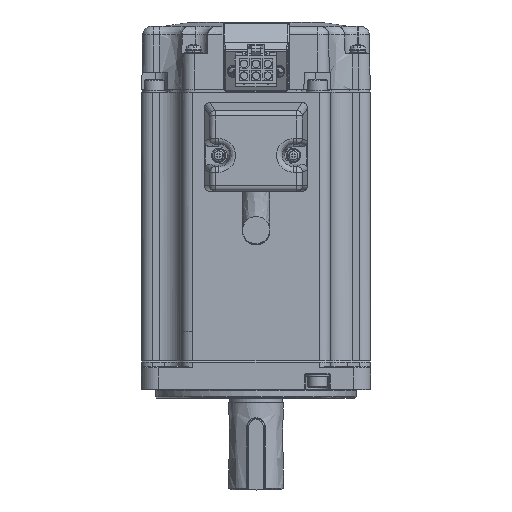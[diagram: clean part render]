
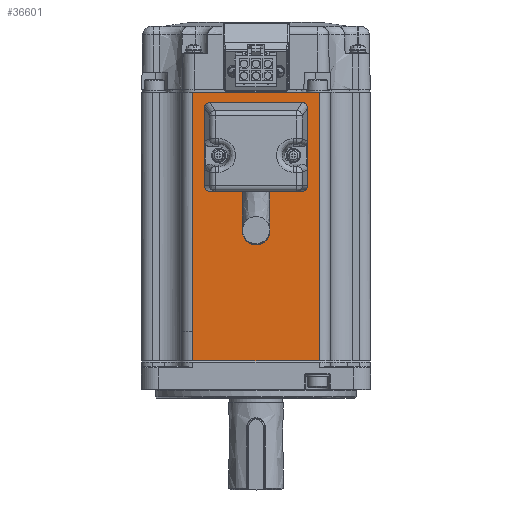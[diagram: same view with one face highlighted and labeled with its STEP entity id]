
A CAD part, top view. The second image highlights one B-rep face of the part: STEP entity #36601.
In plain terms, the highlighted free-form (B-spline) face has degree [1, 1] with [2, 2] control points.
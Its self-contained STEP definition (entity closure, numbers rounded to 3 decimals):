
#3693=CARTESIAN_POINT('',(22.,93.8,0.));
#3694=VERTEX_POINT('',#3693);
#3701=CARTESIAN_POINT('',(-22.,93.8,0.));
#3702=VERTEX_POINT('',#3701);
#3703=CARTESIAN_POINT('',(22.,93.8,0.));
#3704=CARTESIAN_POINT('',(-22.,93.8,0.));
#3705=B_SPLINE_CURVE_WITH_KNOTS('',1,(#3703,#3704),.POLYLINE_FORM.,.F.,.U.,(2,2),(0.,1.),.UNSPECIFIED.);
#3706=EDGE_CURVE('',#3694,#3702,#3705,.T.);
#13570=CARTESIAN_POINT('',(-17.8,61.3,0.));
#13571=VERTEX_POINT('',#13570);
#13572=CARTESIAN_POINT('',(-17.8,88.3,0.));
#13573=VERTEX_POINT('',#13572);
#13574=CARTESIAN_POINT('',(-17.8,61.3,0.));
#13575=CARTESIAN_POINT('',(-17.8,88.3,0.));
#13576=B_SPLINE_CURVE_WITH_KNOTS('',1,(#13574,#13575),.POLYLINE_FORM.,.F.,.U.,(2,2),(0.,1.),.UNSPECIFIED.);
#13577=EDGE_CURVE('',#13571,#13573,#13576,.T.);
#13612=CARTESIAN_POINT('',(-16.,90.1,0.));
#13613=VERTEX_POINT('',#13612);
#13614=CARTESIAN_POINT('',(-17.8,88.3,0.));
#13615=CARTESIAN_POINT('',(-17.8,90.1,0.));
#13616=CARTESIAN_POINT('',(-16.,90.1,0.));
#13617=(BOUNDED_CURVE()B_SPLINE_CURVE(2,(#13614,#13615,#13616),.CIRCULAR_ARC.,.F.,.U.)B_SPLINE_CURVE_WITH_KNOTS((3,3),(0.,1.),.UNSPECIFIED.)CURVE()GEOMETRIC_REPRESENTATION_ITEM()RATIONAL_B_SPLINE_CURVE((1.,0.707,1.))REPRESENTATION_ITEM(''));
#13618=EDGE_CURVE('',#13573,#13613,#13617,.T.);
#13642=CARTESIAN_POINT('',(16.,90.1,0.));
#13643=VERTEX_POINT('',#13642);
#13644=CARTESIAN_POINT('',(-16.,90.1,0.));
#13645=CARTESIAN_POINT('',(16.,90.1,0.));
#13646=B_SPLINE_CURVE_WITH_KNOTS('',1,(#13644,#13645),.POLYLINE_FORM.,.F.,.U.,(2,2),(0.,1.),.UNSPECIFIED.);
#13647=EDGE_CURVE('',#13613,#13643,#13646,.T.);
#13690=CARTESIAN_POINT('',(17.8,88.3,0.));
#13691=VERTEX_POINT('',#13690);
#13692=CARTESIAN_POINT('',(16.,90.1,0.));
#13693=CARTESIAN_POINT('',(17.8,90.1,0.));
#13694=CARTESIAN_POINT('',(17.8,88.3,0.));
#13695=(BOUNDED_CURVE()B_SPLINE_CURVE(2,(#13692,#13693,#13694),.CIRCULAR_ARC.,.F.,.U.)B_SPLINE_CURVE_WITH_KNOTS((3,3),(0.,1.),.UNSPECIFIED.)CURVE()GEOMETRIC_REPRESENTATION_ITEM()RATIONAL_B_SPLINE_CURVE((1.,0.707,1.))REPRESENTATION_ITEM(''));
#13696=EDGE_CURVE('',#13643,#13691,#13695,.T.);
#13720=CARTESIAN_POINT('',(17.8,61.3,0.));
#13721=VERTEX_POINT('',#13720);
#13722=CARTESIAN_POINT('',(17.8,88.3,0.));
#13723=CARTESIAN_POINT('',(17.8,61.3,0.));
#13724=B_SPLINE_CURVE_WITH_KNOTS('',1,(#13722,#13723),.POLYLINE_FORM.,.F.,.U.,(2,2),(0.,1.),.UNSPECIFIED.);
#13725=EDGE_CURVE('',#13691,#13721,#13724,.T.);
#13754=CARTESIAN_POINT('',(16.,59.5,0.));
#13755=VERTEX_POINT('',#13754);
#13756=CARTESIAN_POINT('',(17.8,61.3,0.));
#13757=CARTESIAN_POINT('',(17.8,59.5,0.));
#13758=CARTESIAN_POINT('',(16.,59.5,0.));
#13759=(BOUNDED_CURVE()B_SPLINE_CURVE(2,(#13756,#13757,#13758),.CIRCULAR_ARC.,.F.,.U.)B_SPLINE_CURVE_WITH_KNOTS((3,3),(0.,1.),.UNSPECIFIED.)CURVE()GEOMETRIC_REPRESENTATION_ITEM()RATIONAL_B_SPLINE_CURVE((1.,0.707,1.))REPRESENTATION_ITEM(''));
#13760=EDGE_CURVE('',#13721,#13755,#13759,.T.);
#13822=CARTESIAN_POINT('',(-16.,59.5,0.));
#13823=VERTEX_POINT('',#13822);
#13829=CARTESIAN_POINT('',(16.,59.5,0.));
#13830=CARTESIAN_POINT('',(-16.,59.5,0.));
#13831=B_SPLINE_CURVE_WITH_KNOTS('',1,(#13829,#13830),.POLYLINE_FORM.,.F.,.U.,(2,2),(0.,1.),.UNSPECIFIED.);
#13832=EDGE_CURVE('',#13755,#13823,#13831,.T.);
#13895=CARTESIAN_POINT('',(-16.,59.5,0.));
#13896=CARTESIAN_POINT('',(-17.8,59.5,0.));
#13897=CARTESIAN_POINT('',(-17.8,61.3,0.));
#13898=(BOUNDED_CURVE()B_SPLINE_CURVE(2,(#13895,#13896,#13897),.CIRCULAR_ARC.,.F.,.U.)B_SPLINE_CURVE_WITH_KNOTS((3,3),(0.,1.),.UNSPECIFIED.)CURVE()GEOMETRIC_REPRESENTATION_ITEM()RATIONAL_B_SPLINE_CURVE((1.,0.707,1.))REPRESENTATION_ITEM(''));
#13899=EDGE_CURVE('',#13823,#13571,#13898,.T.);
#31511=CARTESIAN_POINT('',(22.,0.3,0.));
#31512=VERTEX_POINT('',#31511);
#31513=CARTESIAN_POINT('',(22.,0.3,0.));
#31514=CARTESIAN_POINT('',(22.,93.8,0.));
#31515=B_SPLINE_CURVE_WITH_KNOTS('',1,(#31513,#31514),.POLYLINE_FORM.,.F.,.U.,(2,2),(0.,1.),.UNSPECIFIED.);
#31516=EDGE_CURVE('',#31512,#3694,#31515,.T.);
#31547=CARTESIAN_POINT('',(-22.,10.5,0.));
#31548=VERTEX_POINT('',#31547);
#31555=CARTESIAN_POINT('',(-22.,93.8,0.));
#31556=CARTESIAN_POINT('',(-22.,10.5,0.));
#31557=B_SPLINE_CURVE_WITH_KNOTS('',1,(#31555,#31556),.POLYLINE_FORM.,.F.,.U.,(2,2),(0.,1.),.UNSPECIFIED.);
#31558=EDGE_CURVE('',#3702,#31548,#31557,.T.);
#36569=CARTESIAN_POINT('',(-22.,0.3,0.));
#36570=CARTESIAN_POINT('',(-22.,93.8,0.));
#36571=CARTESIAN_POINT('',(22.,0.3,0.));
#36572=CARTESIAN_POINT('',(22.,93.8,0.));
#36573=B_SPLINE_SURFACE_WITH_KNOTS('',1,1,((#36569,#36570),(#36571,#36572)),.PLANE_SURF.,.F.,.F.,.U.,(2,2),(2,2),(0.,1.),(0.,1.),.UNSPECIFIED.);
#36574=ORIENTED_EDGE('',*,*,#3706,.T.);
#36575=ORIENTED_EDGE('',*,*,#31558,.T.);
#36576=CARTESIAN_POINT('',(-22.,0.3,0.));
#36577=VERTEX_POINT('',#36576);
#36578=CARTESIAN_POINT('',(-22.,10.5,0.));
#36579=CARTESIAN_POINT('',(-22.,0.3,0.));
#36580=B_SPLINE_CURVE_WITH_KNOTS('',1,(#36578,#36579),.POLYLINE_FORM.,.F.,.U.,(2,2),(0.871,1.),.UNSPECIFIED.);
#36581=EDGE_CURVE('',#31548,#36577,#36580,.T.);
#36582=ORIENTED_EDGE('',*,*,#36581,.T.);
#36583=CARTESIAN_POINT('',(22.,0.3,0.));
#36584=CARTESIAN_POINT('',(-22.,0.3,0.));
#36585=B_SPLINE_CURVE_WITH_KNOTS('',1,(#36583,#36584),.POLYLINE_FORM.,.F.,.U.,(2,2),(0.,1.),.UNSPECIFIED.);
#36586=EDGE_CURVE('',#31512,#36577,#36585,.T.);
#36587=ORIENTED_EDGE('',*,*,#36586,.F.);
#36588=ORIENTED_EDGE('',*,*,#31516,.T.);
#36589=EDGE_LOOP('',(#36574,#36575,#36582,#36587,#36588));
#36590=FACE_OUTER_BOUND('',#36589,.T.);
#36591=ORIENTED_EDGE('',*,*,#13577,.T.);
#36592=ORIENTED_EDGE('',*,*,#13618,.T.);
#36593=ORIENTED_EDGE('',*,*,#13647,.T.);
#36594=ORIENTED_EDGE('',*,*,#13696,.T.);
#36595=ORIENTED_EDGE('',*,*,#13725,.T.);
#36596=ORIENTED_EDGE('',*,*,#13760,.T.);
#36597=ORIENTED_EDGE('',*,*,#13832,.T.);
#36598=ORIENTED_EDGE('',*,*,#13899,.T.);
#36599=EDGE_LOOP('',(#36591,#36592,#36593,#36594,#36595,#36596,#36597,#36598));
#36600=FACE_BOUND('',#36599,.T.);
#36601=ADVANCED_FACE('',(#36590,#36600),#36573,.T.);
